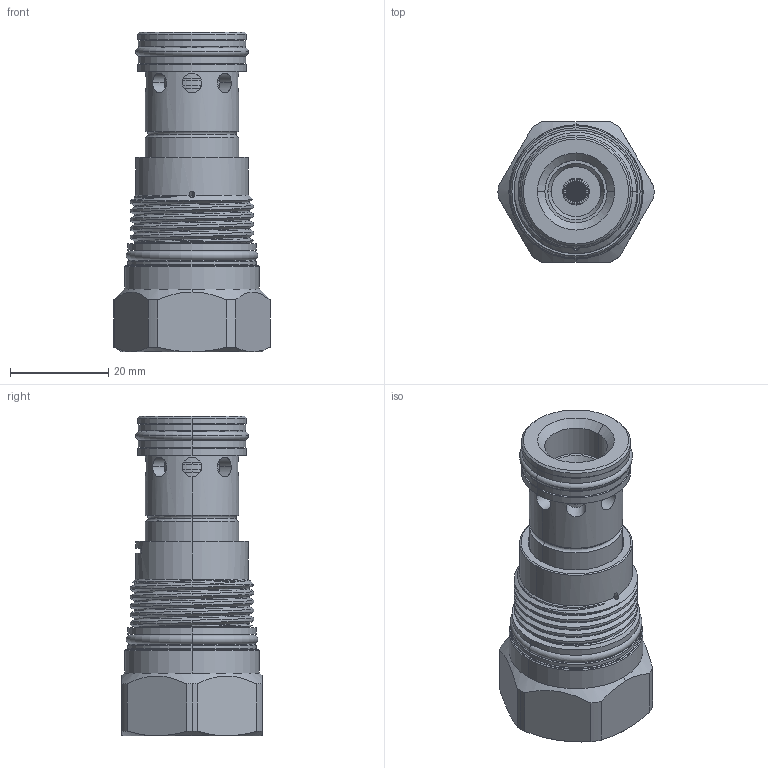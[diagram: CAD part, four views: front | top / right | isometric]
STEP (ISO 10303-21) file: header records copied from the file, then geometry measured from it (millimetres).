
FILE_DESCRIPTION (( 'STEP AP203' ), '1' );
FILE_NAME ('RP3A20-8.STEP', '2016-08-01T06:22:04', ( '' ), ( '' ), 'SwSTEP 2.0', 'SolidWorks 2012', '' );
FILE_SCHEMA (( 'CONFIG_CONTROL_DESIGN' ));
Products named in the file (1): RP3A20-8
Bounding box: 31.8 x 28.57 x 65.14 mm (x, y, z)
Volume: 25733.7 mm3; surface area: 10326.5 mm2
Topology: 5 solids, 5 shells, 652 faces, 1850 edges, 1167 vertices
Faces by surface type: cylinder 541, cone 47, plane 32, torus 22, bspline 6, sphere 4
Entity records: 48045 total; most frequent: CARTESIAN_POINT 32043, ORIENTED_EDGE 3696, DIRECTION 2481, EDGE_CURVE 1848, VERTEX_POINT 1167, EDGE_LOOP 1049, AXIS2_PLACEMENT_3D 967, B_SPLINE_CURVE_WITH_KNOTS 944
